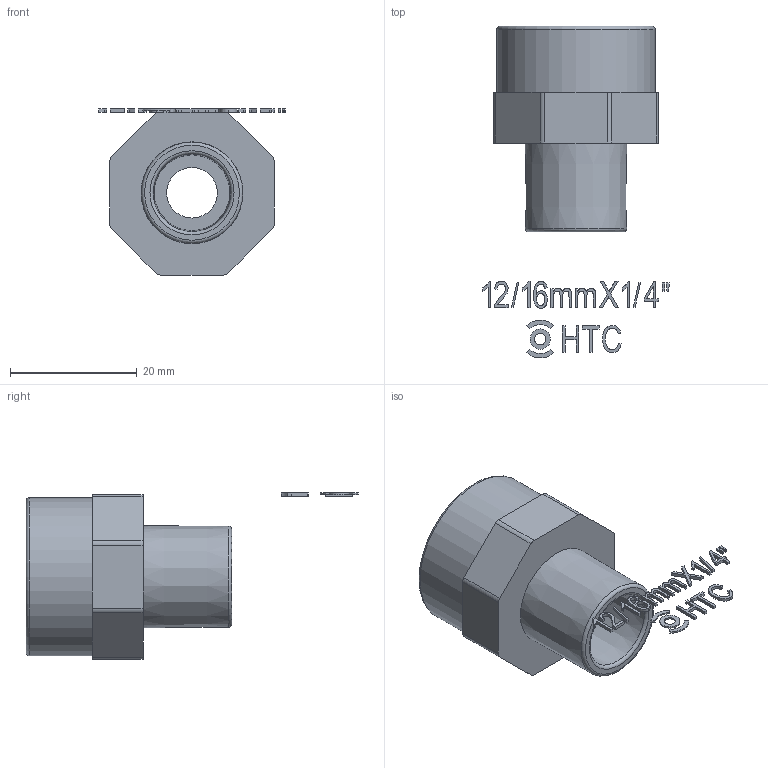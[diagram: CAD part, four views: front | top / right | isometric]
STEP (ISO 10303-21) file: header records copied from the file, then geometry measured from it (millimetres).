
FILE_DESCRIPTION(/* description */ (''),/* implementation_level */ '2;1');
FILE_NAME(/* name */ '12÷16X1÷4内螺纹变接头.stp',/* time_stamp */ '2025-12-31T10:01:38+08:00',/* author */ (''),/* organization */ (''),/* preprocessor_version */ 'ST-DEVELOPER v16.7',/* originating_system */ 'SIEMENS PLM Software NX 12.0',/* authorisation */ '');
FILE_SCHEMA (('AUTOMOTIVE_DESIGN { 1 0 10303 214 3 1 1 1 }'));
Length unit declared in the file: millimetre
Products named in the file (1): Admi31F8B1413xku
Bounding box: 29.43 x 52.49 x 26.25 mm (x, y, z)
Volume: 9022.3 mm3; surface area: 4935.1 mm2
Topology: 20 solids, 20 shells, 220 faces, 522 edges, 347 vertices
Faces by surface type: plane 156, cylinder 28, extrusion 28, torus 4, cone 2, bspline 2
Full cylindrical faces by diameter (mm): 1.8 x1, 3.2 x1, 8 x1, 13.157 x9, 15 x1, 25 x1
Entity records: 8194 total; most frequent: CARTESIAN_POINT 3716, ORIENTED_EDGE 960, DIRECTION 661, EDGE_CURVE 480, VERTEX_POINT 327, B_SPLINE_CURVE_WITH_KNOTS 288, EDGE_LOOP 237, AXIS2_PLACEMENT_3D 230
